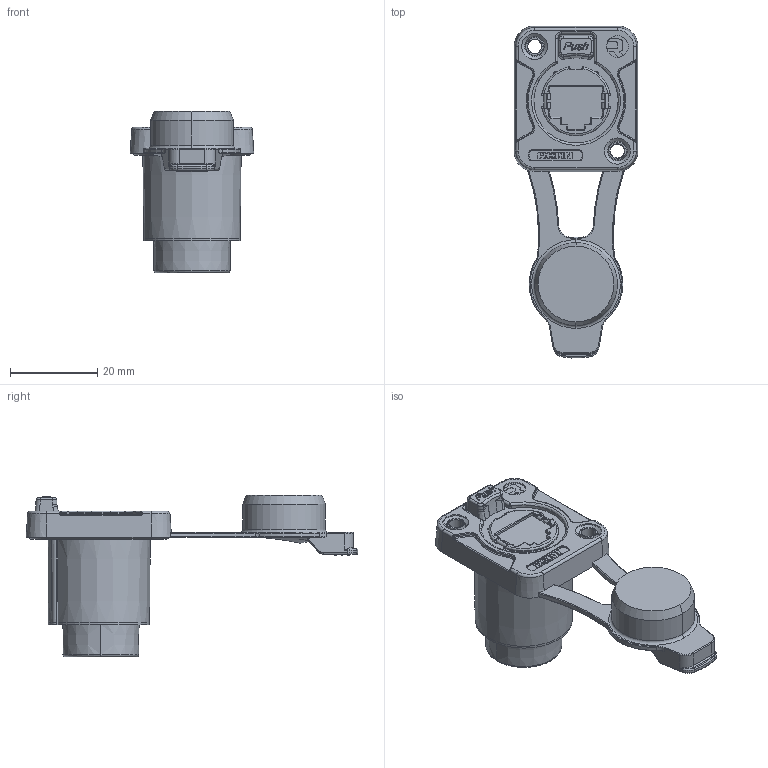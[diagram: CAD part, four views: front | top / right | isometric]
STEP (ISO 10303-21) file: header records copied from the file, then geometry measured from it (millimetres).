
FILE_DESCRIPTION((''),'2;1');
FILE_NAME('HDFLANSCH1-0731_1','2024-07-29T13:12:14',('yuj'),(''),'CREO PARAMETRIC BY PTC INC, 2021184','CREO PARAMETRIC BY PTC INC, 2021184','');
FILE_SCHEMA(('AUTOMOTIVE_DESIGN { 1 0 10303 214 1 1 1 1 }'));
Length unit declared in the file: millimetre
Products named in the file (1): HDFLANSCH1-0731_1
Bounding box: 28.4 x 76.17 x 37.1 mm (x, y, z)
Volume: 17704.2 mm3; surface area: 7238 mm2
Topology: 1 solids, 5 shells, 853 faces, 2309 edges, 1479 vertices
Faces by surface type: plane 333, cylinder 217, bspline 88, torus 83, extrusion 65, cone 60, sphere 7
Entity records: 41126 total; most frequent: CARTESIAN_POINT 10128, ORIENTED_EDGE 4590, DIRECTION 4074, PRESENTATION_STYLE_ASSIGNMENT 2588, STYLED_ITEM 2354, CURVE_STYLE 2321, EDGE_CURVE 2295, VERTEX_POINT 1479
